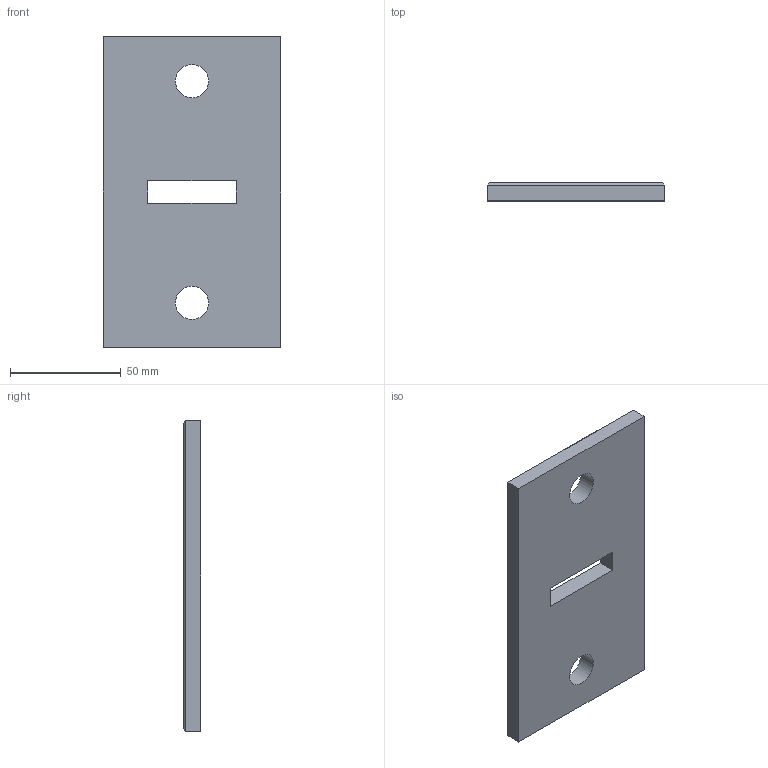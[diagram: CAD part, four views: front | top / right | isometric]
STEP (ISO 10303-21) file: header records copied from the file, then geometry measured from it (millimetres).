
FILE_DESCRIPTION(/* description */ (''),/* implementation_level */ '2;1');
FILE_NAME(/* name */ '41698.ipt.step',/* time_stamp */ '2022-07-18T12:53:02+02:00',/* author */ ('Nutzer'),/* organization */ (''),/* preprocessor_version */ 'ST-DEVELOPER v18.1',/* originating_system */ 'Autodesk Inventor 2022',/* authorisation */ '');
FILE_SCHEMA (('AUTOMOTIVE_DESIGN { 1 0 10303 214 3 1 1 }'));
Length unit declared in the file: millimetre
Products named in the file (1): 41698
Bounding box: 80 x 8 x 140 mm (x, y, z)
Volume: 83353.9 mm3; surface area: 25707.7 mm2
Topology: 1 solids, 1 shells, 16 faces, 38 edges, 24 vertices
Faces by surface type: plane 14, cylinder 2
Full cylindrical faces by diameter (mm): 15 x2
Entity records: 509 total; most frequent: CARTESIAN_POINT 79, ORIENTED_EDGE 76, DIRECTION 76, EDGE_CURVE 38, LINE 34, VECTOR 34, VERTEX_POINT 24, EDGE_LOOP 22
